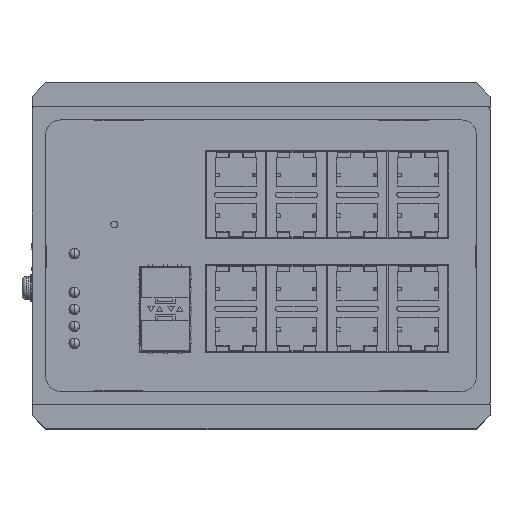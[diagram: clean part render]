
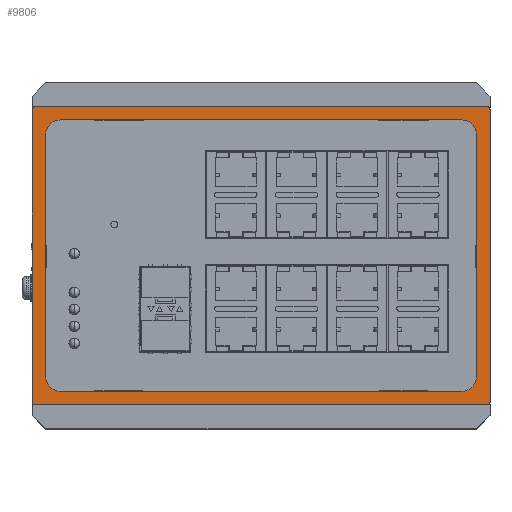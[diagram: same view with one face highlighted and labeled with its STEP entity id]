
A CAD part, top view. The second image highlights one B-rep face of the part: STEP entity #9806.
In plain terms, the highlighted face is planar.
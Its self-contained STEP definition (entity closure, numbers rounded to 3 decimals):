
#6795=DIRECTION('',(1.,0.,0.));
#6796=VECTOR('',#6795,118.4);
#6797=CARTESIAN_POINT('',(-85.772,-24.845,0.));
#6798=LINE('',#6797,#6796);
#7531=CARTESIAN_POINT('',(-93.072,58.155,0.));
#7532=DIRECTION('',(0.,0.,1.));
#7533=DIRECTION('',(0.,1.,0.));
#7534=AXIS2_PLACEMENT_3D('',#7531,#7532,#7533);
#7539=DIRECTION('',(0.,-1.,0.));
#7540=VECTOR('',#7539,86.);
#7541=CARTESIAN_POINT('',(-94.072,58.155,0.));
#7542=LINE('',#7541,#7540);
#7546=CARTESIAN_POINT('',(-93.072,-27.845,0.));
#7547=DIRECTION('',(0.,0.,1.));
#7548=DIRECTION('',(-1.,0.,0.));
#7549=AXIS2_PLACEMENT_3D('',#7546,#7547,#7548);
#7554=DIRECTION('',(1.,0.,0.));
#7555=VECTOR('',#7554,133.);
#7556=CARTESIAN_POINT('',(-93.072,-28.845,0.));
#7557=LINE('',#7556,#7555);
#7561=CARTESIAN_POINT('',(39.928,-27.845,0.));
#7562=DIRECTION('',(0.,0.,1.));
#7563=DIRECTION('',(0.,-1.,0.));
#7564=AXIS2_PLACEMENT_3D('',#7561,#7562,#7563);
#7569=DIRECTION('',(0.,1.,0.));
#7570=VECTOR('',#7569,86.);
#7571=CARTESIAN_POINT('',(40.928,-27.845,0.));
#7572=LINE('',#7571,#7570);
#7576=CARTESIAN_POINT('',(39.928,58.155,0.));
#7577=DIRECTION('',(0.,0.,1.));
#7578=DIRECTION('',(1.,0.,0.));
#7579=AXIS2_PLACEMENT_3D('',#7576,#7577,#7578);
#7584=DIRECTION('',(-1.,0.,0.));
#7585=VECTOR('',#7584,133.);
#7586=CARTESIAN_POINT('',(39.928,59.155,0.));
#7587=LINE('',#7586,#7585);
#7591=CARTESIAN_POINT('',(-85.772,50.855,0.));
#7592=DIRECTION('',(0.,0.,-1.));
#7593=DIRECTION('',(-1.,0.,0.));
#7594=AXIS2_PLACEMENT_3D('',#7591,#7592,#7593);
#7599=CARTESIAN_POINT('',(32.628,50.855,0.));
#7600=DIRECTION('',(0.,0.,-1.));
#7601=DIRECTION('',(0.,1.,0.));
#7602=AXIS2_PLACEMENT_3D('',#7599,#7600,#7601);
#7607=CARTESIAN_POINT('',(32.628,-20.545,0.));
#7608=DIRECTION('',(0.,0.,-1.));
#7609=DIRECTION('',(1.,0.,0.));
#7610=AXIS2_PLACEMENT_3D('',#7607,#7608,#7609);
#7615=CARTESIAN_POINT('',(-85.772,-20.545,0.));
#7616=DIRECTION('',(0.,0.,-1.));
#7617=DIRECTION('',(0.,-1.,0.));
#7618=AXIS2_PLACEMENT_3D('',#7615,#7616,#7617);
#7706=DIRECTION('',(-1.,0.,0.));
#7707=VECTOR('',#7706,118.4);
#7708=CARTESIAN_POINT('',(32.628,55.155,0.));
#7709=LINE('',#7708,#7707);
#8746=DIRECTION('',(0.,1.,0.));
#8747=VECTOR('',#8746,71.4);
#8748=CARTESIAN_POINT('',(36.928,-20.545,0.));
#8749=LINE('',#8748,#8747);
#8844=DIRECTION('',(0.,-1.,0.));
#8845=VECTOR('',#8844,71.4);
#8846=CARTESIAN_POINT('',(-90.072,50.855,0.));
#8847=LINE('',#8846,#8845);
#8905=CARTESIAN_POINT('',(-85.772,-24.845,0.));
#8906=VERTEX_POINT('',#8905);
#8907=CARTESIAN_POINT('',(32.628,-24.845,0.));
#8908=VERTEX_POINT('',#8907);
#9113=CARTESIAN_POINT('',(-94.072,58.155,0.));
#9114=VERTEX_POINT('',#9113);
#9115=CARTESIAN_POINT('',(-93.072,59.155,0.));
#9116=VERTEX_POINT('',#9115);
#9117=CARTESIAN_POINT('',(-94.072,-27.845,0.));
#9118=VERTEX_POINT('',#9117);
#9119=CARTESIAN_POINT('',(-93.072,-28.845,0.));
#9120=VERTEX_POINT('',#9119);
#9121=CARTESIAN_POINT('',(39.928,-28.845,0.));
#9122=VERTEX_POINT('',#9121);
#9123=CARTESIAN_POINT('',(40.928,-27.845,0.));
#9124=VERTEX_POINT('',#9123);
#9125=CARTESIAN_POINT('',(40.928,58.155,0.));
#9126=VERTEX_POINT('',#9125);
#9127=CARTESIAN_POINT('',(39.928,59.155,0.));
#9128=VERTEX_POINT('',#9127);
#9129=CARTESIAN_POINT('',(-90.072,50.855,0.));
#9130=CARTESIAN_POINT('',(-85.772,55.155,0.));
#9131=VERTEX_POINT('',#9129);
#9132=VERTEX_POINT('',#9130);
#9133=CARTESIAN_POINT('',(32.628,55.155,0.));
#9134=VERTEX_POINT('',#9133);
#9135=CARTESIAN_POINT('',(36.928,50.855,0.));
#9136=VERTEX_POINT('',#9135);
#9137=CARTESIAN_POINT('',(36.928,-20.545,0.));
#9138=VERTEX_POINT('',#9137);
#9139=CARTESIAN_POINT('',(-90.072,-20.545,0.));
#9140=VERTEX_POINT('',#9139);
#9774=CARTESIAN_POINT('',(-93.072,58.155,0.));
#9775=DIRECTION('',(0.,0.,-1.));
#9776=DIRECTION('',(-1.,0.,0.));
#9777=AXIS2_PLACEMENT_3D('',#9774,#9775,#9776);
#9778=PLANE('',#9777);
#9779=ORIENTED_EDGE('',*,*,#9670,.T.);
#9780=ORIENTED_EDGE('',*,*,#9685,.T.);
#9781=ORIENTED_EDGE('',*,*,#9699,.T.);
#9782=ORIENTED_EDGE('',*,*,#9713,.T.);
#9783=ORIENTED_EDGE('',*,*,#9727,.T.);
#9784=ORIENTED_EDGE('',*,*,#9741,.T.);
#9785=ORIENTED_EDGE('',*,*,#9755,.T.);
#9786=ORIENTED_EDGE('',*,*,#9768,.T.);
#9787=EDGE_LOOP('',(#9779,#9780,#9781,#9782,#9783,#9784,#9785,#9786));
#9788=FACE_OUTER_BOUND('',#9787,.F.);
#9790=ORIENTED_EDGE('',*,*,#9789,.T.);
#9792=ORIENTED_EDGE('',*,*,#9791,.F.);
#9794=ORIENTED_EDGE('',*,*,#9793,.T.);
#9796=ORIENTED_EDGE('',*,*,#9795,.F.);
#9798=ORIENTED_EDGE('',*,*,#9797,.T.);
#9799=ORIENTED_EDGE('',*,*,#9302,.F.);
#9801=ORIENTED_EDGE('',*,*,#9800,.T.);
#9803=ORIENTED_EDGE('',*,*,#9802,.F.);
#9804=EDGE_LOOP('',(#9790,#9792,#9794,#9796,#9798,#9799,#9801,#9803));
#9805=FACE_BOUND('',#9804,.F.);
#7535=CIRCLE('',#7534,1.);
#7550=CIRCLE('',#7549,1.);
#7565=CIRCLE('',#7564,1.);
#7580=CIRCLE('',#7579,1.);
#7595=CIRCLE('',#7594,4.3);
#7603=CIRCLE('',#7602,4.3);
#7611=CIRCLE('',#7610,4.3);
#7619=CIRCLE('',#7618,4.3);
#9302=EDGE_CURVE('',#8906,#8908,#6798,.T.);
#9670=EDGE_CURVE('',#9116,#9114,#7535,.T.);
#9685=EDGE_CURVE('',#9114,#9118,#7542,.T.);
#9699=EDGE_CURVE('',#9118,#9120,#7550,.T.);
#9713=EDGE_CURVE('',#9120,#9122,#7557,.T.);
#9727=EDGE_CURVE('',#9122,#9124,#7565,.T.);
#9741=EDGE_CURVE('',#9124,#9126,#7572,.T.);
#9755=EDGE_CURVE('',#9126,#9128,#7580,.T.);
#9768=EDGE_CURVE('',#9128,#9116,#7587,.T.);
#9789=EDGE_CURVE('',#9131,#9132,#7595,.T.);
#9791=EDGE_CURVE('',#9134,#9132,#7709,.T.);
#9793=EDGE_CURVE('',#9134,#9136,#7603,.T.);
#9795=EDGE_CURVE('',#9138,#9136,#8749,.T.);
#9797=EDGE_CURVE('',#9138,#8908,#7611,.T.);
#9800=EDGE_CURVE('',#8906,#9140,#7619,.T.);
#9802=EDGE_CURVE('',#9131,#9140,#8847,.T.);
#9806=ADVANCED_FACE('',(#9788,#9805),#9778,.T.);
